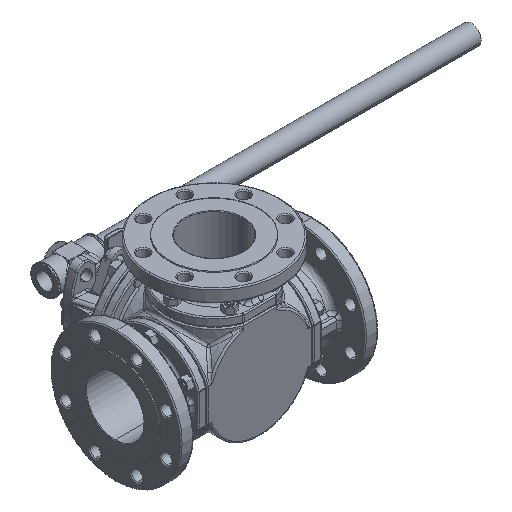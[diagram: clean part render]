
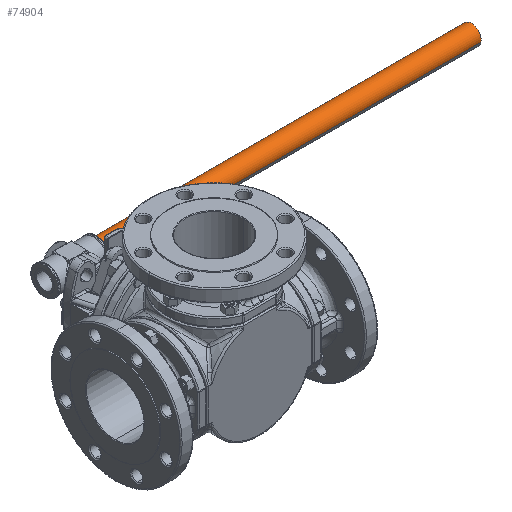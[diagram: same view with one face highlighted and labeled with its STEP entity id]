
A CAD part, isometric view. The second image highlights one B-rep face of the part: STEP entity #74904.
In plain terms, the highlighted cylindrical face has radius 16.9 mm (diameter 33.8 mm), a partial arc.
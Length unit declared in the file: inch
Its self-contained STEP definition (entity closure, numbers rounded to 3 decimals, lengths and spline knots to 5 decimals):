
#285 = DIRECTION ( 'NONE',  ( -1., 0., 0. ) ) ;
#999 = EDGE_LOOP ( 'NONE', ( #61454, #78635, #17654, #59935 ) ) ;
#1675 = EDGE_CURVE ( 'NONE', #16955, #17007, #47869, .T. ) ;
#1723 = CARTESIAN_POINT ( 'NONE',  ( -1.77165, 9.92126, 0. ) ) ;
#1967 = DIRECTION ( 'NONE',  ( -1., 0., 0. ) ) ;
#6048 = CARTESIAN_POINT ( 'NONE',  ( -1.77165, 10.56775, 0.15732 ) ) ;
#9658 = LINE ( 'NONE', #77177, #69069 ) ;
#9696 = CARTESIAN_POINT ( 'NONE',  ( -1.77165, 9.27477, -0.15732 ) ) ;
#10284 = DIRECTION ( 'NONE',  ( -1., 0., 0. ) ) ;
#12338 = CIRCLE ( 'NONE', #44874, 0.66535 ) ;
#14579 = CARTESIAN_POINT ( 'NONE',  ( 27.6378, 9.27477, -0.15732 ) ) ;
#15917 = EDGE_CURVE ( 'NONE', #80170, #72088, #12338, .T. ) ;
#16895 = CARTESIAN_POINT ( 'NONE',  ( 27.6378, 10.56775, 0.15732 ) ) ;
#16955 = VERTEX_POINT ( 'NONE', #6048 ) ;
#17007 = VERTEX_POINT ( 'NONE', #9696 ) ;
#17654 = ORIENTED_EDGE ( 'NONE', *, *, #1675, .T. ) ;
#18297 = CARTESIAN_POINT ( 'NONE',  ( 27.6378, 9.92126, 0. ) ) ;
#25120 = DIRECTION ( 'NONE',  ( -1., 0., 0. ) ) ;
#27898 = FACE_OUTER_BOUND ( 'NONE', #999, .T. ) ;
#28492 = DIRECTION ( 'NONE',  ( 1., 0., 0. ) ) ;
#30197 = VECTOR ( 'NONE', #10284, 39.37008 ) ;
#31056 = DIRECTION ( 'NONE',  ( 0., -0.972, -0.236 ) ) ;
#33586 = DIRECTION ( 'NONE',  ( 0., -0.972, -0.236 ) ) ;
#43420 = LINE ( 'NONE', #68509, #30197 ) ;
#44874 = AXIS2_PLACEMENT_3D ( 'NONE', #18297, #25120, #31056 ) ;
#46524 = AXIS2_PLACEMENT_3D ( 'NONE', #1723, #28492, #33586 ) ;
#47869 = CIRCLE ( 'NONE', #46524, 0.66535 ) ;
#53324 = CYLINDRICAL_SURFACE ( 'NONE', #62644, 0.66535 ) ;
#59935 = ORIENTED_EDGE ( 'NONE', *, *, #62775, .F. ) ;
#60176 = CARTESIAN_POINT ( 'NONE',  ( 27.6378, 9.92126, 0. ) ) ;
#61454 = ORIENTED_EDGE ( 'NONE', *, *, #15917, .T. ) ;
#62644 = AXIS2_PLACEMENT_3D ( 'NONE', #60176, #1967, #73346 ) ;
#62775 = EDGE_CURVE ( 'NONE', #80170, #17007, #43420, .T. ) ;
#68509 = CARTESIAN_POINT ( 'NONE',  ( 27.6378, 9.27477, -0.15732 ) ) ;
#69069 = VECTOR ( 'NONE', #285, 39.37008 ) ;
#72088 = VERTEX_POINT ( 'NONE', #16895 ) ;
#73346 = DIRECTION ( 'NONE',  ( 0., -0.972, -0.236 ) ) ;
#74904 = ADVANCED_FACE ( 'NONE', ( #27898 ), #53324, .T. ) ;
#77177 = CARTESIAN_POINT ( 'NONE',  ( 27.6378, 10.56775, 0.15732 ) ) ;
#78635 = ORIENTED_EDGE ( 'NONE', *, *, #83021, .T. ) ;
#80170 = VERTEX_POINT ( 'NONE', #14579 ) ;
#83021 = EDGE_CURVE ( 'NONE', #72088, #16955, #9658, .T. ) ;
